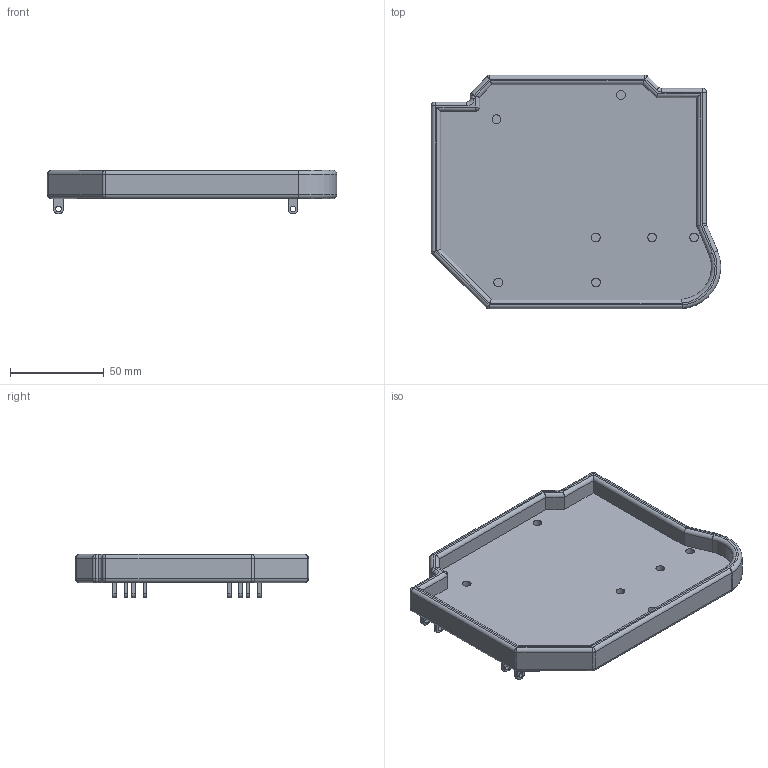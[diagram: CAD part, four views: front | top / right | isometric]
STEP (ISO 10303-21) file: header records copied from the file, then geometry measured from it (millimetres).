
FILE_DESCRIPTION(/* description */ ('STEP AP242','CAx-IF Rec.Pracs.---Representation and Presentation of Product Manufacturing Information (PMI)---4.0---2014-10-13','CAx-IF Rec.Pracs.---3D Tessellated Geometry---0.4---2014-09-14','2;1'),/* implementation_level */ '2;1');
FILE_NAME(/* name */ '6865b79207f67d31ae571a52',/* time_stamp */ '2025-07-02T22:49:55Z',/* author */ (''),/* organization */ (''),/* preprocessor_version */ 'ST-DEVELOPER v20',/* originating_system */ 'ONSHAPE BY PTC INC, 1.200',/* authorisation */ ' ');
FILE_SCHEMA (('AP242_MANAGED_MODEL_BASED_3D_ENGINEERING_MIM_LF { 1 0 10303 442 1 1 4 }'));
Length unit declared in the file: metre
Products named in the file (1): Part 1
Bounding box: 154.26 x 124.45 x 23 mm (x, y, z)
Volume: 110724.6 mm3; surface area: 47327.8 mm2
Topology: 1 solids, 1 shells, 176 faces, 415 edges, 241 vertices
Faces by surface type: cylinder 78, plane 73, sphere 16, torus 9
Full cylindrical faces by diameter (mm): 3 x8, 4.7 x7
Entity records: 4859 total; most frequent: DIRECTION 892, CARTESIAN_POINT 806, ORIENTED_EDGE 768, EDGE_CURVE 384, AXIS2_PLACEMENT_3D 332, VERTEX_POINT 241, LINE 228, VECTOR 228
